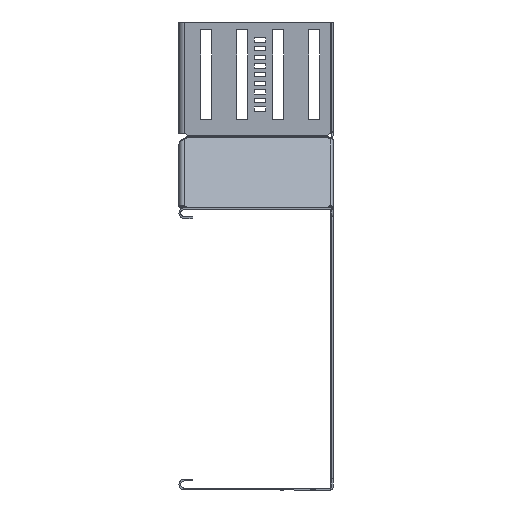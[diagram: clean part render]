
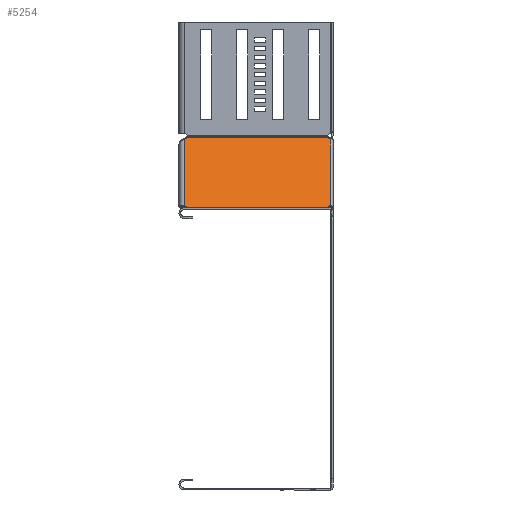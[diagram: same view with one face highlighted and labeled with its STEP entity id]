
A CAD part, left-side view. The second image highlights one B-rep face of the part: STEP entity #5254.
In plain terms, the highlighted face is planar.
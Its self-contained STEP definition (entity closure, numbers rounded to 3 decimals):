
#454 = LINE ( 'NONE', #14153, #17766 ) ;
#493 = ORIENTED_EDGE ( 'NONE', *, *, #6835, .T. ) ;
#556 = DIRECTION ( 'NONE',  ( 0., 0.866, 0.5 ) ) ;
#1694 = EDGE_CURVE ( 'NONE', #20048, #13678, #19012, .T. ) ;
#2188 = CIRCLE ( 'NONE', #15104, 2. ) ;
#2259 = CARTESIAN_POINT ( 'NONE',  ( -15., 0., -114.725 ) ) ;
#2291 = EDGE_CURVE ( 'NONE', #2359, #13678, #21045, .T. ) ;
#2322 = AXIS2_PLACEMENT_3D ( 'NONE', #2259, #9207, #17757 ) ;
#2359 = VERTEX_POINT ( 'NONE', #18317 ) ;
#3061 = ORIENTED_EDGE ( 'NONE', *, *, #19943, .F. ) ;
#3583 = CARTESIAN_POINT ( 'NONE',  ( -15., 0., -149.731 ) ) ;
#3720 = FACE_OUTER_BOUND ( 'NONE', #9613, .T. ) ;
#4273 = VERTEX_POINT ( 'NONE', #9099 ) ;
#5254 = ADVANCED_FACE ( 'NONE', ( #3720 ), #12250, .F. ) ;
#5350 = EDGE_CURVE ( 'NONE', #19344, #11942, #20921, .T. ) ;
#5351 = EDGE_CURVE ( 'NONE', #21023, #13775, #454, .T. ) ;
#5362 = DIRECTION ( 'NONE',  ( 0., -1., 0. ) ) ;
#5381 = CARTESIAN_POINT ( 'NONE',  ( -15., 101.284, -149.731 ) ) ;
#6075 = LINE ( 'NONE', #9779, #9218 ) ;
#6166 = CARTESIAN_POINT ( 'NONE',  ( -15., 3.716, -149.731 ) ) ;
#6515 = DIRECTION ( 'NONE',  ( 0., 0., 1. ) ) ;
#6835 = EDGE_CURVE ( 'NONE', #7667, #4273, #15402, .T. ) ;
#6917 = LINE ( 'NONE', #14005, #10557 ) ;
#7667 = VERTEX_POINT ( 'NONE', #11153 ) ;
#7768 = CARTESIAN_POINT ( 'NONE',  ( -15., 102.25, -148.368 ) ) ;
#7903 = CARTESIAN_POINT ( 'NONE',  ( -15., 101.284, -79.72 ) ) ;
#8183 = DIRECTION ( 'NONE',  ( 1., 0., 0. ) ) ;
#8389 = CARTESIAN_POINT ( 'NONE',  ( -15., 103.25, -79.35 ) ) ;
#8515 = CARTESIAN_POINT ( 'NONE',  ( -15., 103.25, -147.791 ) ) ;
#8992 = CARTESIAN_POINT ( 'NONE',  ( -15., 0., -79.72 ) ) ;
#9099 = CARTESIAN_POINT ( 'NONE',  ( -15., 103.25, -81.659 ) ) ;
#9207 = DIRECTION ( 'NONE',  ( 1., 0., 0. ) ) ;
#9218 = VECTOR ( 'NONE', #6515, 1000. ) ;
#9610 = VERTEX_POINT ( 'NONE', #9882 ) ;
#9613 = EDGE_LOOP ( 'NONE', ( #10821, #18686, #21209, #21947, #11416, #16569, #19988, #493, #3061, #16175 ) ) ;
#9779 = CARTESIAN_POINT ( 'NONE',  ( -15., 103.25, -114.725 ) ) ;
#9882 = CARTESIAN_POINT ( 'NONE',  ( -15., 1.75, -81.35 ) ) ;
#9908 = AXIS2_PLACEMENT_3D ( 'NONE', #17230, #17007, #11948 ) ;
#9994 = VECTOR ( 'NONE', #5362, 1000. ) ;
#10127 = CARTESIAN_POINT ( 'NONE',  ( -15., 103.25, -150.101 ) ) ;
#10557 = VECTOR ( 'NONE', #17498, 1000. ) ;
#10821 = ORIENTED_EDGE ( 'NONE', *, *, #14812, .F. ) ;
#11153 = CARTESIAN_POINT ( 'NONE',  ( -15., 102.25, -81.082 ) ) ;
#11416 = ORIENTED_EDGE ( 'NONE', *, *, #11454, .T. ) ;
#11454 = EDGE_CURVE ( 'NONE', #9610, #19344, #15769, .T. ) ;
#11527 = DIRECTION ( 'NONE',  ( 0., 1., 0. ) ) ;
#11942 = VERTEX_POINT ( 'NONE', #7903 ) ;
#11948 = DIRECTION ( 'NONE',  ( 0., -1., 0. ) ) ;
#12250 = PLANE ( 'NONE',  #2322 ) ;
#12786 = CARTESIAN_POINT ( 'NONE',  ( -15., 1.75, -79.35 ) ) ;
#13678 = VERTEX_POINT ( 'NONE', #6166 ) ;
#13775 = VERTEX_POINT ( 'NONE', #8515 ) ;
#14005 = CARTESIAN_POINT ( 'NONE',  ( -15., 1.75, -114.725 ) ) ;
#14153 = CARTESIAN_POINT ( 'NONE',  ( -15., 102.25, -148.368 ) ) ;
#14352 = DIRECTION ( 'NONE',  ( 1., 0., 0. ) ) ;
#14492 = AXIS2_PLACEMENT_3D ( 'NONE', #8389, #8183, #11527 ) ;
#14812 = EDGE_CURVE ( 'NONE', #20048, #21023, #2188, .T. ) ;
#15104 = AXIS2_PLACEMENT_3D ( 'NONE', #10127, #16864, #16979 ) ;
#15402 = LINE ( 'NONE', #18788, #20358 ) ;
#15605 = CIRCLE ( 'NONE', #14492, 2. ) ;
#15769 = CIRCLE ( 'NONE', #20790, 2. ) ;
#15860 = DIRECTION ( 'NONE',  ( 0., 1., 0. ) ) ;
#15971 = VECTOR ( 'NONE', #15860, 1000. ) ;
#16175 = ORIENTED_EDGE ( 'NONE', *, *, #5351, .F. ) ;
#16569 = ORIENTED_EDGE ( 'NONE', *, *, #5350, .T. ) ;
#16864 = DIRECTION ( 'NONE',  ( -1., 0., 0. ) ) ;
#16979 = DIRECTION ( 'NONE',  ( 0., 1., 0. ) ) ;
#17007 = DIRECTION ( 'NONE',  ( -1., 0., 0. ) ) ;
#17061 = DIRECTION ( 'NONE',  ( 0., 0.866, -0.5 ) ) ;
#17230 = CARTESIAN_POINT ( 'NONE',  ( -15., 1.75, -150.101 ) ) ;
#17498 = DIRECTION ( 'NONE',  ( 0., 0., 1. ) ) ;
#17697 = EDGE_CURVE ( 'NONE', #11942, #7667, #15605, .T. ) ;
#17757 = DIRECTION ( 'NONE',  ( 0., 1., 0. ) ) ;
#17766 = VECTOR ( 'NONE', #556, 1000. ) ;
#17778 = EDGE_CURVE ( 'NONE', #2359, #9610, #6917, .T. ) ;
#18317 = CARTESIAN_POINT ( 'NONE',  ( -15., 1.75, -148.101 ) ) ;
#18686 = ORIENTED_EDGE ( 'NONE', *, *, #1694, .T. ) ;
#18788 = CARTESIAN_POINT ( 'NONE',  ( -15., 102.25, -81.082 ) ) ;
#18975 = CARTESIAN_POINT ( 'NONE',  ( -15., 3.716, -79.72 ) ) ;
#19012 = LINE ( 'NONE', #3583, #9994 ) ;
#19344 = VERTEX_POINT ( 'NONE', #18975 ) ;
#19943 = EDGE_CURVE ( 'NONE', #13775, #4273, #6075, .T. ) ;
#19988 = ORIENTED_EDGE ( 'NONE', *, *, #17697, .T. ) ;
#20048 = VERTEX_POINT ( 'NONE', #5381 ) ;
#20358 = VECTOR ( 'NONE', #17061, 1000. ) ;
#20790 = AXIS2_PLACEMENT_3D ( 'NONE', #12786, #14352, #21337 ) ;
#20921 = LINE ( 'NONE', #8992, #15971 ) ;
#21023 = VERTEX_POINT ( 'NONE', #7768 ) ;
#21045 = CIRCLE ( 'NONE', #9908, 2. ) ;
#21209 = ORIENTED_EDGE ( 'NONE', *, *, #2291, .F. ) ;
#21337 = DIRECTION ( 'NONE',  ( 0., -1., 0. ) ) ;
#21947 = ORIENTED_EDGE ( 'NONE', *, *, #17778, .T. ) ;
